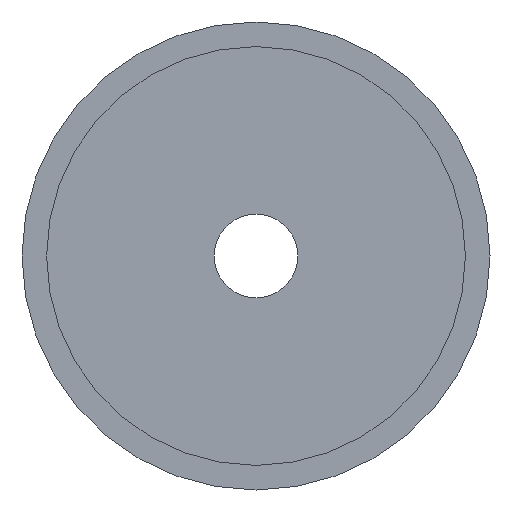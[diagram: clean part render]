
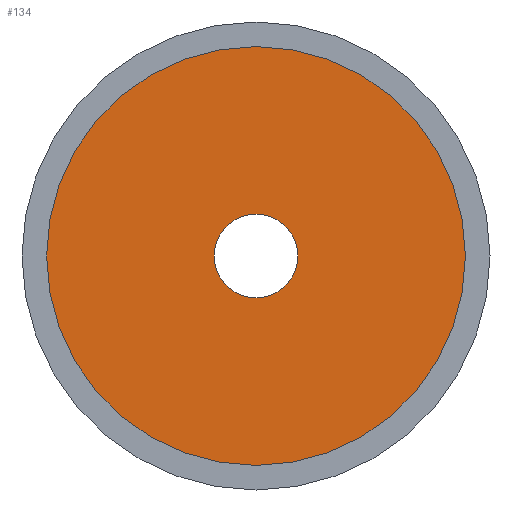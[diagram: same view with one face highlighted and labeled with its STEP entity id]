
A CAD part, left-side view. The second image highlights one B-rep face of the part: STEP entity #134.
In plain terms, the highlighted face is planar.
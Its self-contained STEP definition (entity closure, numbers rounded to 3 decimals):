
#38=FACE_BOUND('',#62,.T.);
#42=PLANE('',#169);
#50=FACE_OUTER_BOUND('',#61,.T.);
#61=EDGE_LOOP('',(#121));
#62=EDGE_LOOP('',(#122));
#74=CIRCLE('',#160,1.7);
#78=CIRCLE('',#168,8.5);
#82=VERTEX_POINT('',#249);
#86=VERTEX_POINT('',#263);
#92=EDGE_CURVE('',#82,#82,#74,.T.);
#98=EDGE_CURVE('',#86,#86,#78,.T.);
#121=ORIENTED_EDGE('',*,*,#98,.F.);
#122=ORIENTED_EDGE('',*,*,#92,.T.);
#134=ADVANCED_FACE('',(#50,#38),#42,.F.);
#160=AXIS2_PLACEMENT_3D('',#251,#201,#202);
#168=AXIS2_PLACEMENT_3D('',#265,#219,#220);
#169=AXIS2_PLACEMENT_3D('',#266,#221,#222);
#201=DIRECTION('center_axis',(0.,0.,1.));
#202=DIRECTION('ref_axis',(-1.,0.,0.));
#219=DIRECTION('center_axis',(0.,0.,1.));
#220=DIRECTION('ref_axis',(-1.,0.,0.));
#221=DIRECTION('center_axis',(0.,0.,1.));
#222=DIRECTION('ref_axis',(-1.,0.,0.));
#249=CARTESIAN_POINT('',(1.7,0.,11.));
#251=CARTESIAN_POINT('Origin',(0.,0.,
11.));
#263=CARTESIAN_POINT('',(8.5,0.,11.));
#265=CARTESIAN_POINT('Origin',(0.,0.,11.));
#266=CARTESIAN_POINT('Origin',(0.,0.,11.));
